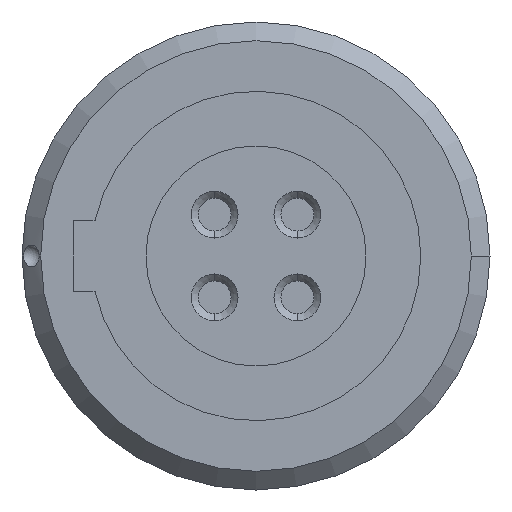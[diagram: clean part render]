
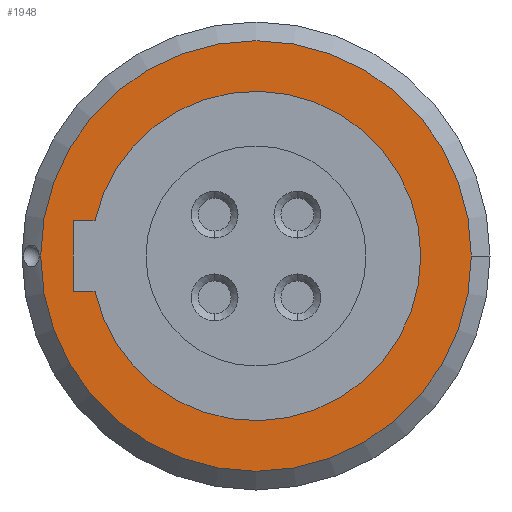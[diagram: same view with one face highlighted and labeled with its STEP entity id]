
A CAD part, left-side view. The second image highlights one B-rep face of the part: STEP entity #1948.
In plain terms, the highlighted planar face has unit normal (-1, 0, 0).
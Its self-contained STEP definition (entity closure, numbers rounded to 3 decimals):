
#332=CARTESIAN_POINT('',(-10.9,0.,0.));
#333=DIRECTION('',(-1.,0.,0.));
#334=DIRECTION('',(0.,1.,0.));
#335=AXIS2_PLACEMENT_3D('',#332,#333,#334);
#337=CARTESIAN_POINT('',(-10.9,0.,0.));
#338=DIRECTION('',(1.,0.,0.));
#339=DIRECTION('',(0.,1.,0.));
#340=AXIS2_PLACEMENT_3D('',#337,#338,#339);
#342=DIRECTION('',(0.,-1.,0.));
#343=VECTOR('',#342,0.461);
#344=CARTESIAN_POINT('',(-10.9,3.9,0.75));
#345=LINE('',#344,#343);
#346=DIRECTION('',(0.,0.,1.));
#347=VECTOR('',#346,1.5);
#348=CARTESIAN_POINT('',(-10.9,3.9,-0.75));
#349=LINE('',#348,#347);
#350=DIRECTION('',(0.,1.,0.));
#351=VECTOR('',#350,0.461);
#352=CARTESIAN_POINT('',(-10.9,3.439,-0.75));
#353=LINE('',#352,#351);
#354=CARTESIAN_POINT('',(-10.9,0.,0.));
#355=DIRECTION('',(1.,0.,0.));
#356=DIRECTION('',(0.,0.977,0.213));
#357=AXIS2_PLACEMENT_3D('',#354,#355,#356);
#1327=CARTESIAN_POINT('',(-10.9,-4.6,0.));
#1328=VERTEX_POINT('',#1327);
#1329=CARTESIAN_POINT('',(-10.9,4.6,0.));
#1330=VERTEX_POINT('',#1329);
#1525=CARTESIAN_POINT('',(-10.9,3.439,0.75));
#1526=CARTESIAN_POINT('',(-10.9,3.439,-0.75));
#1527=VERTEX_POINT('',#1525);
#1528=VERTEX_POINT('',#1526);
#1537=CARTESIAN_POINT('',(-10.9,3.9,-0.75));
#1538=VERTEX_POINT('',#1537);
#1539=CARTESIAN_POINT('',(-10.9,3.9,0.75));
#1540=VERTEX_POINT('',#1539);
#1929=CARTESIAN_POINT('',(-10.9,0.,0.));
#1930=DIRECTION('',(1.,0.,0.));
#1931=DIRECTION('',(0.,-1.,0.));
#1932=AXIS2_PLACEMENT_3D('',#1929,#1930,#1931);
#1933=PLANE('',#1932);
#1934=ORIENTED_EDGE('',*,*,#1893,.F.);
#1935=ORIENTED_EDGE('',*,*,#1923,.T.);
#1936=EDGE_LOOP('',(#1934,#1935));
#1937=FACE_OUTER_BOUND('',#1936,.F.);
#1939=ORIENTED_EDGE('',*,*,#1938,.F.);
#1941=ORIENTED_EDGE('',*,*,#1940,.F.);
#1943=ORIENTED_EDGE('',*,*,#1942,.F.);
#1945=ORIENTED_EDGE('',*,*,#1944,.F.);
#1946=EDGE_LOOP('',(#1939,#1941,#1943,#1945));
#1947=FACE_BOUND('',#1946,.F.);
#1948=ADVANCED_FACE('',(#1937,#1947),#1933,.F.);
#336=CIRCLE('',#335,4.6);
#341=CIRCLE('',#340,4.6);
#358=CIRCLE('',#357,3.52);
#1893=EDGE_CURVE('',#1330,#1328,#336,.T.);
#1923=EDGE_CURVE('',#1330,#1328,#341,.T.);
#1938=EDGE_CURVE('',#1527,#1528,#358,.T.);
#1940=EDGE_CURVE('',#1540,#1527,#345,.T.);
#1942=EDGE_CURVE('',#1538,#1540,#349,.T.);
#1944=EDGE_CURVE('',#1528,#1538,#353,.T.);
